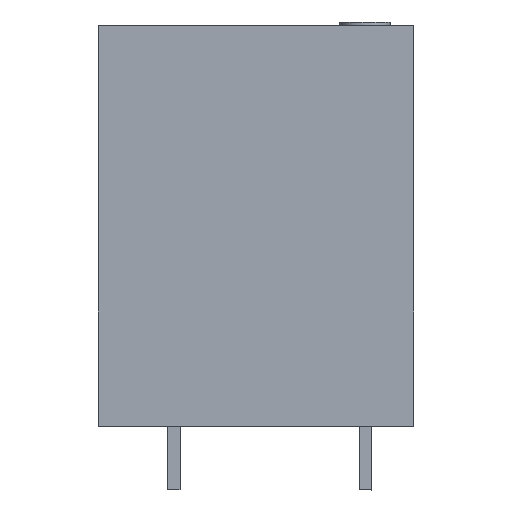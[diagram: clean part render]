
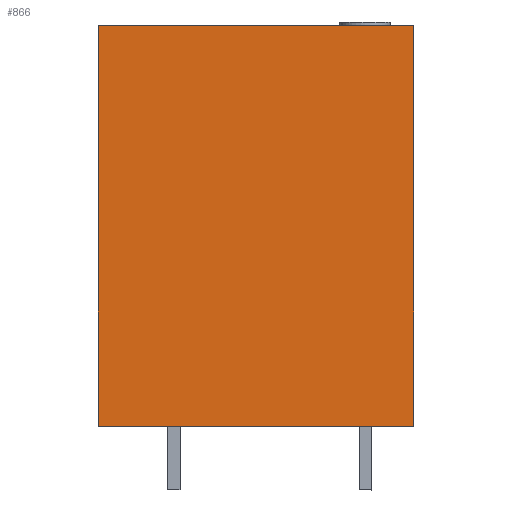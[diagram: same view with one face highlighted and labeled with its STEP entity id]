
A CAD part, left-side view. The second image highlights one B-rep face of the part: STEP entity #866.
In plain terms, the highlighted planar face has unit normal (-1, 0, 0).
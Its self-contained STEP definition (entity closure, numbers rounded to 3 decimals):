
#839=AXIS2_PLACEMENT_3D('Plane Axis2P3D',#836,#837,#838) ;
#224=CARTESIAN_POINT('Line Origine',(0.,12.35,36.3)) ;
#228=CARTESIAN_POINT('Vertex',(0.,0.,36.3)) ;
#230=CARTESIAN_POINT('Vertex',(0.,24.7,36.3)) ;
#836=CARTESIAN_POINT('Axis2P3D Location',(0.,24.7,0.)) ;
#841=CARTESIAN_POINT('Line Origine',(0.,24.7,20.65)) ;
#845=CARTESIAN_POINT('Vertex',(0.,24.7,5.)) ;
#848=CARTESIAN_POINT('Line Origine',(0.,12.35,5.)) ;
#852=CARTESIAN_POINT('Vertex',(0.,0.,5.)) ;
#855=CARTESIAN_POINT('Line Origine',(0.,0.,20.65)) ;
#225=DIRECTION('Vector Direction',(0.,-1.,0.)) ;
#837=DIRECTION('Axis2P3D Direction',(-1.,0.,0.)) ;
#838=DIRECTION('Axis2P3D XDirection',(0.,-1.,0.)) ;
#842=DIRECTION('Vector Direction',(0.,0.,-1.)) ;
#849=DIRECTION('Vector Direction',(0.,-1.,0.)) ;
#856=DIRECTION('Vector Direction',(0.,0.,1.)) ;
#226=VECTOR('Line Direction',#225,1.) ;
#843=VECTOR('Line Direction',#842,1.) ;
#850=VECTOR('Line Direction',#849,1.) ;
#857=VECTOR('Line Direction',#856,1.) ;
#861=ORIENTED_EDGE('',*,*,#232,.T.) ;
#862=ORIENTED_EDGE('',*,*,#847,.T.) ;
#863=ORIENTED_EDGE('',*,*,#854,.T.) ;
#864=ORIENTED_EDGE('',*,*,#859,.T.) ;
#866=ADVANCED_FACE('HOUSING',(#865),#840,.T.) ;
#232=EDGE_CURVE('',#229,#231,#227,.F.) ;
#847=EDGE_CURVE('',#231,#846,#844,.T.) ;
#854=EDGE_CURVE('',#846,#853,#851,.T.) ;
#859=EDGE_CURVE('',#853,#229,#858,.T.) ;
#860=EDGE_LOOP('',(#861,#862,#863,#864)) ;
#865=FACE_OUTER_BOUND('',#860,.T.) ;
#227=LINE('Line',#224,#226) ;
#844=LINE('Line',#841,#843) ;
#851=LINE('Line',#848,#850) ;
#858=LINE('Line',#855,#857) ;
#840=PLANE('',#839) ;
#229=VERTEX_POINT('',#228) ;
#231=VERTEX_POINT('',#230) ;
#846=VERTEX_POINT('',#845) ;
#853=VERTEX_POINT('',#852) ;
